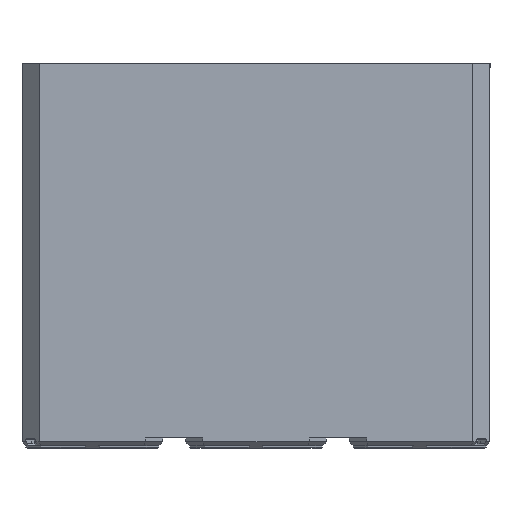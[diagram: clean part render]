
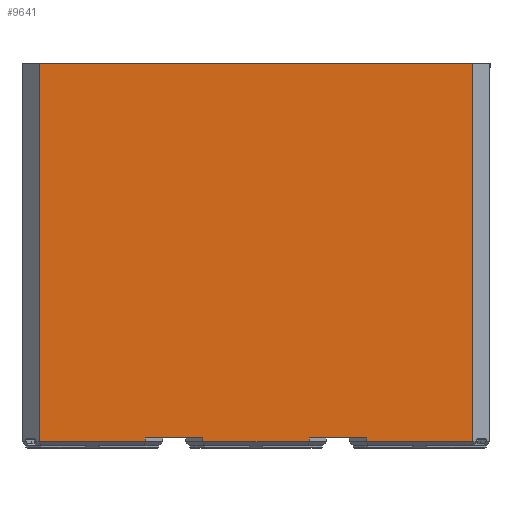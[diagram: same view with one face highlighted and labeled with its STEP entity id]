
A CAD part, left-side view. The second image highlights one B-rep face of the part: STEP entity #9641.
In plain terms, the highlighted planar face has unit normal (-1, 0, 0).
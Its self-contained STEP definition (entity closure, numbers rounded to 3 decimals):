
#23=FACE_OUTER_BOUND('',#576,.T.);
#576=EDGE_LOOP('',(#6263,#6264,#6265,#6266,#6267,#6268,#6269,#6270,#6271,
#6272,#6273,#6274));
#1143=LINE('',#13293,#2559);
#1144=LINE('',#13295,#2560);
#1145=LINE('',#13297,#2561);
#1146=LINE('',#13299,#2562);
#1147=LINE('',#13301,#2563);
#1148=LINE('',#13303,#2564);
#1149=LINE('',#13305,#2565);
#1150=LINE('',#13307,#2566);
#1151=LINE('',#13309,#2567);
#1152=LINE('',#13311,#2568);
#1153=LINE('',#13313,#2569);
#1154=LINE('',#13314,#2570);
#2559=VECTOR('',#10762,10.);
#2560=VECTOR('',#10763,10.);
#2561=VECTOR('',#10764,10.);
#2562=VECTOR('',#10765,10.);
#2563=VECTOR('',#10766,10.);
#2564=VECTOR('',#10767,10.);
#2565=VECTOR('',#10768,10.);
#2566=VECTOR('',#10769,10.);
#2567=VECTOR('',#10770,10.);
#2568=VECTOR('',#10771,10.);
#2569=VECTOR('',#10772,10.);
#2570=VECTOR('',#10773,10.);
#3975=VERTEX_POINT('',#13291);
#3976=VERTEX_POINT('',#13292);
#3977=VERTEX_POINT('',#13294);
#3978=VERTEX_POINT('',#13296);
#3979=VERTEX_POINT('',#13298);
#3980=VERTEX_POINT('',#13300);
#3981=VERTEX_POINT('',#13302);
#3982=VERTEX_POINT('',#13304);
#3983=VERTEX_POINT('',#13306);
#3984=VERTEX_POINT('',#13308);
#3985=VERTEX_POINT('',#13310);
#3986=VERTEX_POINT('',#13312);
#4847=EDGE_CURVE('',#3975,#3976,#1143,.T.);
#4848=EDGE_CURVE('',#3977,#3976,#1144,.T.);
#4849=EDGE_CURVE('',#3977,#3978,#1145,.T.);
#4850=EDGE_CURVE('',#3979,#3978,#1146,.T.);
#4851=EDGE_CURVE('',#3980,#3979,#1147,.T.);
#4852=EDGE_CURVE('',#3981,#3980,#1148,.T.);
#4853=EDGE_CURVE('',#3981,#3982,#1149,.T.);
#4854=EDGE_CURVE('',#3983,#3982,#1150,.T.);
#4855=EDGE_CURVE('',#3984,#3983,#1151,.T.);
#4856=EDGE_CURVE('',#3985,#3984,#1152,.T.);
#4857=EDGE_CURVE('',#3985,#3986,#1153,.T.);
#4858=EDGE_CURVE('',#3975,#3986,#1154,.T.);
#6263=ORIENTED_EDGE('',*,*,#4847,.T.);
#6264=ORIENTED_EDGE('',*,*,#4848,.F.);
#6265=ORIENTED_EDGE('',*,*,#4849,.T.);
#6266=ORIENTED_EDGE('',*,*,#4850,.F.);
#6267=ORIENTED_EDGE('',*,*,#4851,.F.);
#6268=ORIENTED_EDGE('',*,*,#4852,.F.);
#6269=ORIENTED_EDGE('',*,*,#4853,.T.);
#6270=ORIENTED_EDGE('',*,*,#4854,.F.);
#6271=ORIENTED_EDGE('',*,*,#4855,.F.);
#6272=ORIENTED_EDGE('',*,*,#4856,.F.);
#6273=ORIENTED_EDGE('',*,*,#4857,.T.);
#6274=ORIENTED_EDGE('',*,*,#4858,.F.);
#9088=PLANE('',#10196);
#9641=ADVANCED_FACE('',(#23),#9088,.T.);
#10196=AXIS2_PLACEMENT_3D('',#13290,#10760,#10761);
#10760=DIRECTION('center_axis',(-1.,0.,0.));
#10761=DIRECTION('ref_axis',(0.,-1.,0.));
#10762=DIRECTION('',(0.,0.,-1.));
#10763=DIRECTION('',(0.,1.,0.));
#10764=DIRECTION('',(0.,0.,1.));
#10765=DIRECTION('',(0.,1.,0.));
#10766=DIRECTION('',(0.,0.,1.));
#10767=DIRECTION('',(0.,1.,0.));
#10768=DIRECTION('',(0.,0.,1.));
#10769=DIRECTION('',(0.,1.,0.));
#10770=DIRECTION('',(0.,0.,1.));
#10771=DIRECTION('',(0.,1.,0.));
#10772=DIRECTION('',(0.,0.,1.));
#10773=DIRECTION('',(0.,-1.,0.));
#13290=CARTESIAN_POINT('Origin',(-21.5,116.228,4.2));
#13291=CARTESIAN_POINT('',(-21.5,116.228,117.6));
#13292=CARTESIAN_POINT('',(-21.5,116.228,2.));
#13293=CARTESIAN_POINT('',(-21.5,116.228,4.2));
#13294=CARTESIAN_POINT('',(-21.5,83.772,2.));
#13295=CARTESIAN_POINT('',(-21.5,83.772,2.));
#13296=CARTESIAN_POINT('',(-21.5,83.772,3.2));
#13297=CARTESIAN_POINT('',(-21.5,83.772,2.));
#13298=CARTESIAN_POINT('',(-21.5,66.228,3.2));
#13299=CARTESIAN_POINT('',(-21.5,0.,3.2));
#13300=CARTESIAN_POINT('',(-21.5,66.228,2.));
#13301=CARTESIAN_POINT('',(-21.5,66.228,2.));
#13302=CARTESIAN_POINT('',(-21.5,33.772,2.));
#13303=CARTESIAN_POINT('',(-21.5,33.772,2.));
#13304=CARTESIAN_POINT('',(-21.5,33.772,3.2));
#13305=CARTESIAN_POINT('',(-21.5,33.772,2.));
#13306=CARTESIAN_POINT('',(-21.5,16.228,3.2));
#13307=CARTESIAN_POINT('',(-21.5,0.,3.2));
#13308=CARTESIAN_POINT('',(-21.5,16.228,2.));
#13309=CARTESIAN_POINT('',(-21.5,16.228,2.));
#13310=CARTESIAN_POINT('',(-21.5,-16.228,2.));
#13311=CARTESIAN_POINT('',(-21.5,-16.228,2.));
#13312=CARTESIAN_POINT('',(-21.5,-16.228,117.6));
#13313=CARTESIAN_POINT('',(-21.5,-16.228,4.2));
#13314=CARTESIAN_POINT('',(-21.5,-16.228,117.6));
